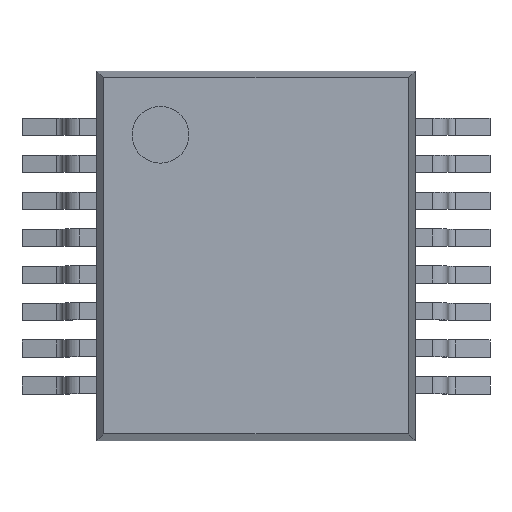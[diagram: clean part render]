
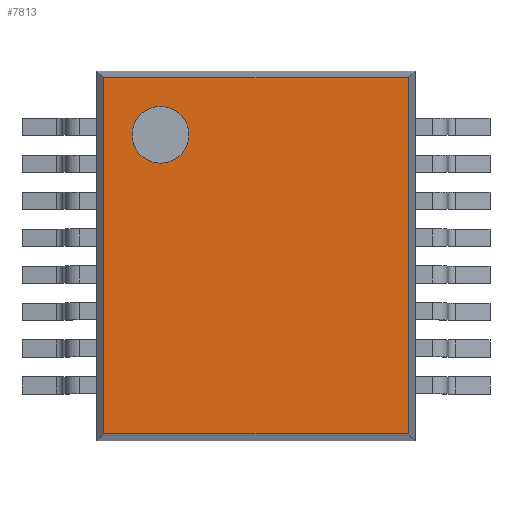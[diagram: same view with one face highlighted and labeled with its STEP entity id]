
A CAD part, top view. The second image highlights one B-rep face of the part: STEP entity #7813.
In plain terms, the highlighted free-form (B-spline) face has degree [1, 1] with [2, 2] control points.
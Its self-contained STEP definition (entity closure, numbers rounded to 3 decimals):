
#7519=CARTESIAN_POINT('',(-1.18,2.13,2.));
#7520=VERTEX_POINT('',#7519);
#7529=CARTESIAN_POINT('',(-2.18,2.13,2.));
#7530=VERTEX_POINT('',#7529);
#7531=CARTESIAN_POINT('',(-1.68,2.13,2.));
#7532=DIRECTION('',(0.0,0.0,-1.0));
#7533=DIRECTION('',(1.0,0.0,0.0));
#7534=AXIS2_PLACEMENT_3D('',#7531,#7532,#7533);
#7535=CIRCLE('',#7534,0.5);
#7536=EDGE_CURVE('',#7530,#7520,#7535,.T.);
#7725=CARTESIAN_POINT('',(2.68,3.13,2.));
#7726=VERTEX_POINT('',#7725);
#7727=CARTESIAN_POINT('',(2.68,-3.13,2.));
#7728=VERTEX_POINT('',#7727);
#7729=CARTESIAN_POINT('',(2.68,3.13,2.));
#7730=DIRECTION('',(0.0,-1.0,0.0));
#7731=VECTOR('',#7730,6.26);
#7732=LINE('',#7729,#7731);
#7733=EDGE_CURVE('',#7726,#7728,#7732,.T.);
#7756=CARTESIAN_POINT('',(-2.68,-3.13,2.));
#7757=VERTEX_POINT('',#7756);
#7758=CARTESIAN_POINT('',(-2.68,3.13,2.));
#7759=VERTEX_POINT('',#7758);
#7760=CARTESIAN_POINT('',(-2.68,-3.13,2.));
#7761=DIRECTION('',(0.0,1.0,0.0));
#7762=VECTOR('',#7761,6.26);
#7763=LINE('',#7760,#7762);
#7764=EDGE_CURVE('',#7757,#7759,#7763,.T.);
#7782=CARTESIAN_POINT('',(-2.68,-3.13,2.));
#7783=CARTESIAN_POINT('',(2.68,-3.13,2.));
#7784=CARTESIAN_POINT('',(-2.68,3.13,2.));
#7785=CARTESIAN_POINT('',(2.68,3.13,2.));
#7786=B_SPLINE_SURFACE_WITH_KNOTS('',1,1,((#7782,#7784),(#7783,#7785)),.UNSPECIFIED.,.F.,.F.,.U.,(2,2),(2,2),(0.0,5.36),(0.0,6.26),.UNSPECIFIED.);
#7787=ORIENTED_EDGE('',*,*,#7764,.F.);
#7788=CARTESIAN_POINT('',(2.68,-3.13,2.));
#7789=DIRECTION('',(-1.0,0.0,0.0));
#7790=VECTOR('',#7789,5.36);
#7791=LINE('',#7788,#7790);
#7792=EDGE_CURVE('',#7728,#7757,#7791,.T.);
#7793=ORIENTED_EDGE('',*,*,#7792,.F.);
#7794=ORIENTED_EDGE('',*,*,#7733,.F.);
#7795=CARTESIAN_POINT('',(-2.68,3.13,2.));
#7796=DIRECTION('',(1.0,0.0,0.0));
#7797=VECTOR('',#7796,5.36);
#7798=LINE('',#7795,#7797);
#7799=EDGE_CURVE('',#7759,#7726,#7798,.T.);
#7800=ORIENTED_EDGE('',*,*,#7799,.F.);
#7801=EDGE_LOOP('',(#7787,#7793,#7794,#7800));
#7802=FACE_OUTER_BOUND('',#7801,.T.);
#7803=CARTESIAN_POINT('',(-1.68,2.13,2.));
#7804=DIRECTION('',(0.0,0.0,-1.0));
#7805=DIRECTION('',(1.0,0.0,0.0));
#7806=AXIS2_PLACEMENT_3D('',#7803,#7804,#7805);
#7807=CIRCLE('',#7806,0.5);
#7808=EDGE_CURVE('',#7520,#7530,#7807,.T.);
#7809=ORIENTED_EDGE('',*,*,#7808,.T.);
#7810=ORIENTED_EDGE('',*,*,#7536,.T.);
#7811=EDGE_LOOP('',(#7809,#7810));
#7812=FACE_BOUND('',#7811,.T.);
#7813=ADVANCED_FACE('',(#7802,#7812),#7786,.T.);
